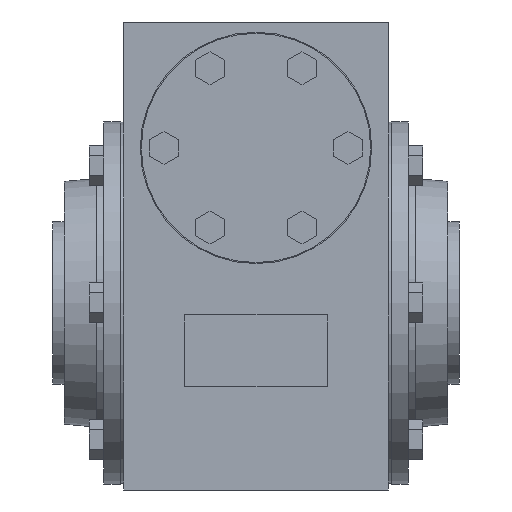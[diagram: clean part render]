
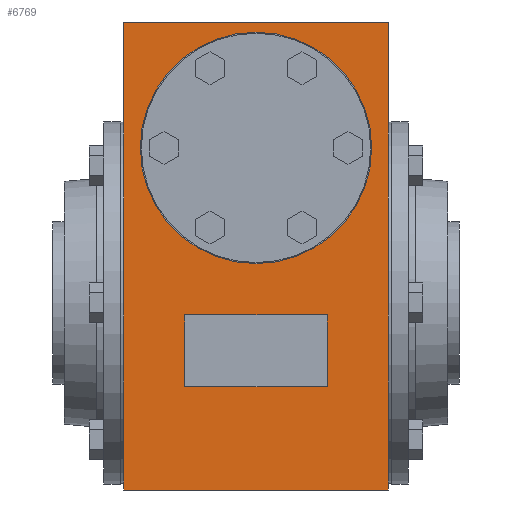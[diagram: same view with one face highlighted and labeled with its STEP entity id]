
A CAD part, left-side view. The second image highlights one B-rep face of the part: STEP entity #6769.
In plain terms, the highlighted planar face has unit normal (-1, 0, 0).
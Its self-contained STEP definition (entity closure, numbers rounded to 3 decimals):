
#80=LINE('',#9194,#588);
#85=LINE('',#9205,#593);
#89=LINE('',#9214,#597);
#90=LINE('',#9224,#598);
#91=LINE('',#9228,#599);
#92=LINE('',#9231,#600);
#93=LINE('',#9233,#601);
#94=LINE('',#9235,#602);
#588=VECTOR('',#7711,1000.);
#593=VECTOR('',#7720,1000.);
#597=VECTOR('',#7728,1000.);
#598=VECTOR('',#7739,1000.);
#599=VECTOR('',#7744,1000.);
#600=VECTOR('',#7745,1000.);
#601=VECTOR('',#7746,1000.);
#602=VECTOR('',#7747,1000.);
#1092=PLANE('',#7159);
#1488=ORIENTED_EDGE('',*,*,#2815,.F.);
#1489=ORIENTED_EDGE('',*,*,#2816,.F.);
#1490=ORIENTED_EDGE('',*,*,#2817,.F.);
#1491=ORIENTED_EDGE('',*,*,#2818,.F.);
#1492=ORIENTED_EDGE('',*,*,#2819,.F.);
#1493=ORIENTED_EDGE('',*,*,#2798,.T.);
#1494=ORIENTED_EDGE('',*,*,#2804,.T.);
#1495=ORIENTED_EDGE('',*,*,#2809,.T.);
#1496=ORIENTED_EDGE('',*,*,#2814,.T.);
#2798=EDGE_CURVE('',#3481,#3480,#80,.T.);
#2804=EDGE_CURVE('',#3480,#3484,#85,.T.);
#2809=EDGE_CURVE('',#3484,#3487,#89,.T.);
#2814=EDGE_CURVE('',#3487,#3481,#90,.T.);
#2815=EDGE_CURVE('',#3492,#3492,#3970,.T.);
#2816=EDGE_CURVE('',#3493,#3494,#91,.T.);
#2817=EDGE_CURVE('',#3495,#3493,#92,.T.);
#2818=EDGE_CURVE('',#3496,#3495,#93,.T.);
#2819=EDGE_CURVE('',#3494,#3496,#94,.T.);
#3480=VERTEX_POINT('',#9193);
#3481=VERTEX_POINT('',#9195);
#3484=VERTEX_POINT('',#9204);
#3487=VERTEX_POINT('',#9213);
#3492=VERTEX_POINT('',#9227);
#3493=VERTEX_POINT('',#9229);
#3494=VERTEX_POINT('',#9230);
#3495=VERTEX_POINT('',#9232);
#3496=VERTEX_POINT('',#9234);
#3970=CIRCLE('',#7160,56.896);
#4152=EDGE_LOOP('',(#1488));
#4153=EDGE_LOOP('',(#1489,#1490,#1491,#1492));
#4154=EDGE_LOOP('',(#1493,#1494,#1495,#1496));
#4623=FACE_BOUND('',#4152,.T.);
#4624=FACE_BOUND('',#4153,.T.);
#4625=FACE_BOUND('',#4154,.T.);
#6769=ADVANCED_FACE('',(#4623,#4624,#4625),#1092,.T.);
#7159=AXIS2_PLACEMENT_3D('',#9225,#7740,#7741);
#7160=AXIS2_PLACEMENT_3D('',#9226,#7742,#7743);
#7711=DIRECTION('',(0.,0.,1.));
#7720=DIRECTION('',(0.,1.,0.));
#7728=DIRECTION('',(0.,0.,-1.));
#7739=DIRECTION('',(0.,-1.,0.));
#7740=DIRECTION('',(-1.,0.,0.));
#7741=DIRECTION('',(0.,-1.,0.));
#7742=DIRECTION('',(-1.,0.,0.));
#7743=DIRECTION('',(0.,-1.,0.));
#7744=DIRECTION('',(0.,0.,1.));
#7745=DIRECTION('',(0.,-1.,0.));
#7746=DIRECTION('',(0.,0.,-1.));
#7747=DIRECTION('',(0.,1.,0.));
#9193=CARTESIAN_POINT('',(-96.901,-65.024,61.925));
#9194=CARTESIAN_POINT('',(-96.901,-65.024,-168.25));
#9195=CARTESIAN_POINT('',(-96.901,-65.024,-168.25));
#9204=CARTESIAN_POINT('',(-96.901,65.024,61.925));
#9205=CARTESIAN_POINT('',(-96.901,-65.024,61.925));
#9213=CARTESIAN_POINT('',(-96.901,65.024,-168.25));
#9214=CARTESIAN_POINT('',(-96.901,65.024,61.925));
#9224=CARTESIAN_POINT('',(-96.901,65.024,-168.25));
#9225=CARTESIAN_POINT('',(-96.901,-65.024,61.925));
#9226=CARTESIAN_POINT('',(-96.901,0.,0.));
#9227=CARTESIAN_POINT('',(-96.901,-56.896,0.));
#9228=CARTESIAN_POINT('',(-96.901,-35.052,61.925));
#9229=CARTESIAN_POINT('',(-96.901,-35.052,-117.45));
#9230=CARTESIAN_POINT('',(-96.901,-35.052,-82.144));
#9231=CARTESIAN_POINT('',(-96.901,-65.024,-117.45));
#9232=CARTESIAN_POINT('',(-96.901,35.052,-117.45));
#9233=CARTESIAN_POINT('',(-96.901,35.052,61.925));
#9234=CARTESIAN_POINT('',(-96.901,35.052,-82.144));
#9235=CARTESIAN_POINT('',(-96.901,-65.024,-82.144));
